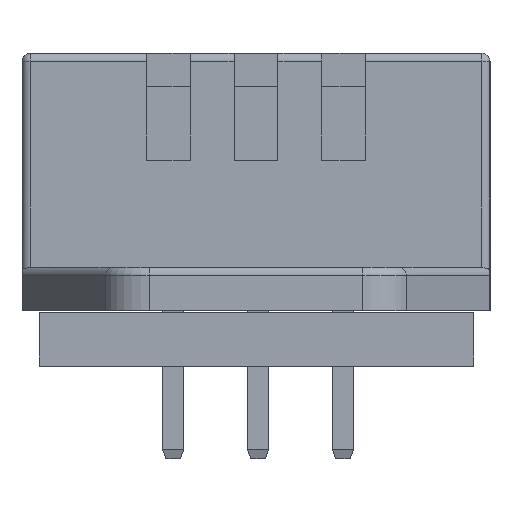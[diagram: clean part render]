
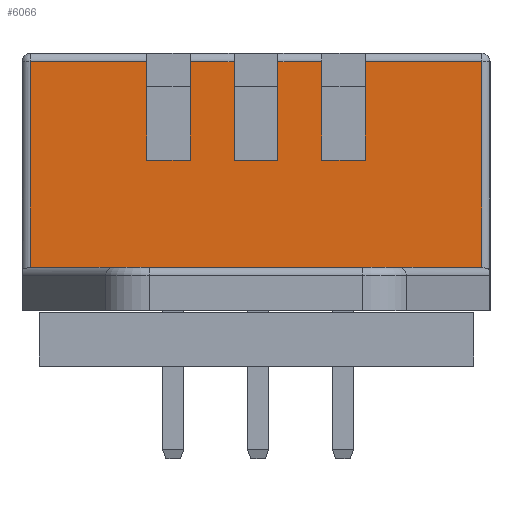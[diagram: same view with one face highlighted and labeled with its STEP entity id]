
A CAD part, front view. The second image highlights one B-rep face of the part: STEP entity #6066.
In plain terms, the highlighted face is planar.
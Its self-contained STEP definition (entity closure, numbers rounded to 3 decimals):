
#33=ELLIPSE('',#6425,0.289,0.25);
#34=ELLIPSE('',#6435,0.289,0.25);
#458=FACE_OUTER_BOUND('',#789,.T.);
#789=EDGE_LOOP('',(#5343,#5344,#5345,#5346,#5347,#5348,#5349,#5350,#5351,
#5352,#5353,#5354,#5355,#5356,#5357,#5358,#5359,#5360));
#1370=LINE('',#9179,#2149);
#1372=LINE('',#9183,#2151);
#1375=LINE('',#9189,#2154);
#1395=LINE('',#9232,#2174);
#1397=LINE('',#9236,#2176);
#1400=LINE('',#9242,#2179);
#1408=LINE('',#9261,#2187);
#1410=LINE('',#9265,#2189);
#1413=LINE('',#9271,#2192);
#1481=LINE('',#9417,#2260);
#1483=LINE('',#9422,#2262);
#1485=LINE('',#9425,#2264);
#1488=LINE('',#9432,#2267);
#1521=LINE('',#9510,#2300);
#1540=LINE('',#9611,#2319);
#1541=LINE('',#9615,#2320);
#2149=VECTOR('',#7476,10.);
#2151=VECTOR('',#7480,10.);
#2154=VECTOR('',#7485,10.);
#2174=VECTOR('',#7521,10.);
#2176=VECTOR('',#7525,10.);
#2179=VECTOR('',#7530,10.);
#2187=VECTOR('',#7546,10.);
#2189=VECTOR('',#7550,10.);
#2192=VECTOR('',#7555,10.);
#2260=VECTOR('',#7681,10.);
#2262=VECTOR('',#7687,10.);
#2264=VECTOR('',#7691,10.);
#2267=VECTOR('',#7698,10.);
#2300=VECTOR('',#7787,10.);
#2319=VECTOR('',#7880,10.);
#2320=VECTOR('',#7887,10.);
#2775=VERTEX_POINT('',#9176);
#2776=VERTEX_POINT('',#9178);
#2777=VERTEX_POINT('',#9182);
#2779=VERTEX_POINT('',#9188);
#2793=VERTEX_POINT('',#9229);
#2794=VERTEX_POINT('',#9231);
#2795=VERTEX_POINT('',#9235);
#2797=VERTEX_POINT('',#9241);
#2803=VERTEX_POINT('',#9258);
#2804=VERTEX_POINT('',#9260);
#2805=VERTEX_POINT('',#9264);
#2807=VERTEX_POINT('',#9270);
#2856=VERTEX_POINT('',#9416);
#2859=VERTEX_POINT('',#9430);
#2874=VERTEX_POINT('',#9506);
#2876=VERTEX_POINT('',#9509);
#2881=VERTEX_POINT('',#9522);
#2885=VERTEX_POINT('',#9549);
#3511=EDGE_CURVE('',#2776,#2775,#1370,.T.);
#3513=EDGE_CURVE('',#2777,#2776,#1372,.T.);
#3516=EDGE_CURVE('',#2779,#2777,#1375,.T.);
#3538=EDGE_CURVE('',#2794,#2793,#1395,.T.);
#3540=EDGE_CURVE('',#2795,#2794,#1397,.T.);
#3543=EDGE_CURVE('',#2797,#2795,#1400,.T.);
#3553=EDGE_CURVE('',#2804,#2803,#1408,.T.);
#3555=EDGE_CURVE('',#2805,#2804,#1410,.T.);
#3558=EDGE_CURVE('',#2807,#2805,#1413,.T.);
#3633=EDGE_CURVE('',#2807,#2856,#1481,.T.);
#3636=EDGE_CURVE('',#2797,#2803,#1483,.T.);
#3638=EDGE_CURVE('',#2779,#2793,#1485,.T.);
#3642=EDGE_CURVE('',#2859,#2775,#1488,.T.);
#3685=EDGE_CURVE('',#2876,#2874,#1521,.T.);
#3692=EDGE_CURVE('',#2881,#2876,#33,.T.);
#3700=EDGE_CURVE('',#2885,#2874,#34,.F.);
#3726=EDGE_CURVE('',#2856,#2885,#1540,.T.);
#3728=EDGE_CURVE('',#2859,#2881,#1541,.F.);
#5343=ORIENTED_EDGE('',*,*,#3511,.T.);
#5344=ORIENTED_EDGE('',*,*,#3642,.F.);
#5345=ORIENTED_EDGE('',*,*,#3728,.T.);
#5346=ORIENTED_EDGE('',*,*,#3692,.T.);
#5347=ORIENTED_EDGE('',*,*,#3685,.T.);
#5348=ORIENTED_EDGE('',*,*,#3700,.F.);
#5349=ORIENTED_EDGE('',*,*,#3726,.F.);
#5350=ORIENTED_EDGE('',*,*,#3633,.F.);
#5351=ORIENTED_EDGE('',*,*,#3558,.T.);
#5352=ORIENTED_EDGE('',*,*,#3555,.T.);
#5353=ORIENTED_EDGE('',*,*,#3553,.T.);
#5354=ORIENTED_EDGE('',*,*,#3636,.F.);
#5355=ORIENTED_EDGE('',*,*,#3543,.T.);
#5356=ORIENTED_EDGE('',*,*,#3540,.T.);
#5357=ORIENTED_EDGE('',*,*,#3538,.T.);
#5358=ORIENTED_EDGE('',*,*,#3638,.F.);
#5359=ORIENTED_EDGE('',*,*,#3516,.T.);
#5360=ORIENTED_EDGE('',*,*,#3513,.T.);
#5726=PLANE('',#6463);
#6066=ADVANCED_FACE('',(#458),#5726,.T.);
#6425=AXIS2_PLACEMENT_3D('',#9523,#7799,#7800);
#6435=AXIS2_PLACEMENT_3D('',#9550,#7820,#7821);
#6463=AXIS2_PLACEMENT_3D('',#9619,#7893,#7894);
#7476=DIRECTION('',(0.,1.,0.));
#7480=DIRECTION('',(1.,0.,0.));
#7485=DIRECTION('',(0.,-1.,0.));
#7521=DIRECTION('',(0.,1.,0.));
#7525=DIRECTION('',(1.,0.,0.));
#7530=DIRECTION('',(0.,-1.,0.));
#7546=DIRECTION('',(0.,1.,0.));
#7550=DIRECTION('',(1.,0.,0.));
#7555=DIRECTION('',(0.,-1.,0.));
#7681=DIRECTION('',(-1.,0.,0.));
#7687=DIRECTION('',(-1.,0.,0.));
#7691=DIRECTION('',(-1.,0.,0.));
#7698=DIRECTION('',(-1.,0.,0.));
#7787=DIRECTION('',(-1.,0.,0.));
#7799=DIRECTION('center_axis',(0.,0.,1.));
#7800=DIRECTION('ref_axis',(1.,0.,0.));
#7820=DIRECTION('center_axis',(0.,0.,1.));
#7821=DIRECTION('ref_axis',(-1.,0.,0.));
#7880=DIRECTION('',(0.,-1.,0.));
#7887=DIRECTION('',(0.,1.,0.));
#7893=DIRECTION('center_axis',(0.,0.,-1.));
#7894=DIRECTION('ref_axis',(-1.,0.,0.));
#9176=CARTESIAN_POINT('',(3.275,7.45,-10.));
#9178=CARTESIAN_POINT('',(3.275,4.5,-10.));
#9179=CARTESIAN_POINT('',(3.275,3.85,-10.));
#9182=CARTESIAN_POINT('',(1.965,4.5,-10.));
#9183=CARTESIAN_POINT('',(4.811,4.5,-10.));
#9188=CARTESIAN_POINT('',(1.965,7.45,-10.));
#9189=CARTESIAN_POINT('',(1.965,3.85,-10.));
#9229=CARTESIAN_POINT('',(0.655,7.45,-10.));
#9231=CARTESIAN_POINT('',(0.655,4.5,-10.));
#9232=CARTESIAN_POINT('',(0.655,3.85,-10.));
#9235=CARTESIAN_POINT('',(-0.655,4.5,-10.));
#9236=CARTESIAN_POINT('',(3.501,4.5,-10.));
#9241=CARTESIAN_POINT('',(-0.655,7.45,-10.));
#9242=CARTESIAN_POINT('',(-0.655,3.85,-10.));
#9258=CARTESIAN_POINT('',(-1.965,7.45,-10.));
#9260=CARTESIAN_POINT('',(-1.965,4.5,-10.));
#9261=CARTESIAN_POINT('',(-1.965,3.85,-10.));
#9264=CARTESIAN_POINT('',(-3.275,4.5,-10.));
#9265=CARTESIAN_POINT('',(2.191,4.5,-10.));
#9270=CARTESIAN_POINT('',(-3.275,7.45,-10.));
#9271=CARTESIAN_POINT('',(-3.275,3.85,-10.));
#9416=CARTESIAN_POINT('',(-6.751,7.45,-10.));
#9417=CARTESIAN_POINT('',(3.501,7.45,-10.));
#9422=CARTESIAN_POINT('',(3.501,7.45,-10.));
#9425=CARTESIAN_POINT('',(3.501,7.45,-10.));
#9430=CARTESIAN_POINT('',(6.751,7.45,-10.));
#9432=CARTESIAN_POINT('',(3.501,7.45,-10.));
#9506=CARTESIAN_POINT('',(-6.713,1.3,-10.));
#9509=CARTESIAN_POINT('',(6.713,1.3,-10.));
#9510=CARTESIAN_POINT('',(3.501,1.3,-10.));
#9522=CARTESIAN_POINT('',(6.751,1.298,-10.));
#9523=CARTESIAN_POINT('Origin',(6.713,1.05,-10.));
#9549=CARTESIAN_POINT('',(-6.751,1.298,-10.));
#9550=CARTESIAN_POINT('Origin',(-6.713,1.05,-10.));
#9611=CARTESIAN_POINT('',(-6.751,0.,-10.));
#9615=CARTESIAN_POINT('',(6.751,0.,-10.));
#9619=CARTESIAN_POINT('Origin',(7.001,0.,-10.));
